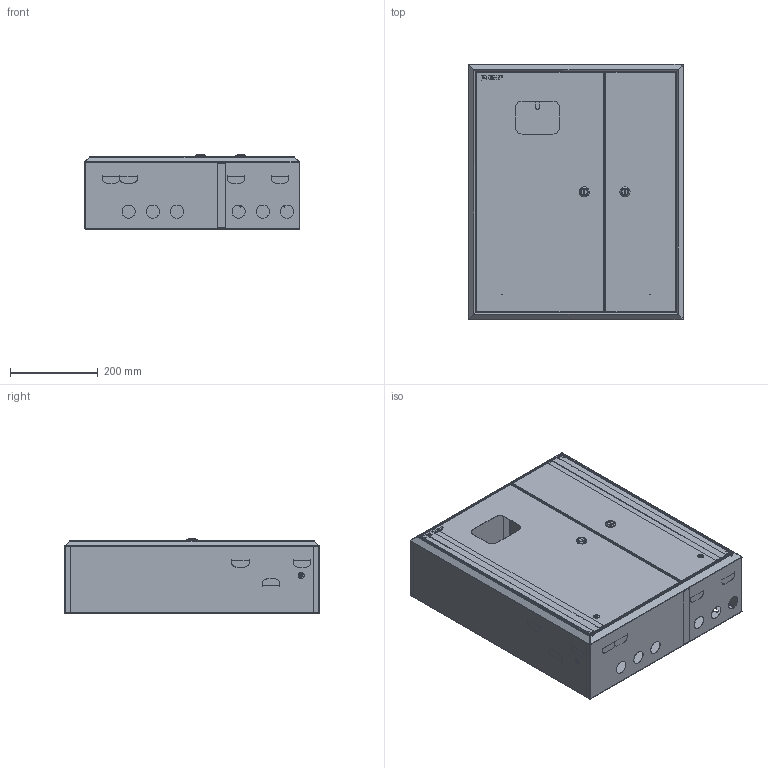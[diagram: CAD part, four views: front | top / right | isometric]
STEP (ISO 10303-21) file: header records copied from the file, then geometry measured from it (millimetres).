
FILE_DESCRIPTION (( 'STEP AP214' ), '1' );
FILE_NAME ('ÙÐÓÍ 3-30 2õäâ IP31 EKF ÌÈ-905.STEP', '2017-08-31T11:57:09', ( 'Admin' ), ( '' ), 'SwSTEP 2.0', 'SolidWorks 2017', '' );
FILE_SCHEMA (( 'AUTOMOTIVE_DESIGN' ));
Length unit declared in the file: millimetre
Products named in the file (41): ÌÈ-905.01.03.001 Ïåðåãîðîäêà; DIN-ðåéêà; ÌÈ-905.01.02.000 Ñòåíêà çàäíÿÿ â ñáîðå; hex flange nut_din_Hexagon Flange Nut DIN 6923 - M6 - N; Øïèëüêà îáìåäíåííàÿ Ì6õ20; ÌÈ-905.02.00.000 Äâåðü ïðàâàÿ â ñáîðå; ÌÈ-905.01.02.001 Ñòåíêà çàäíÿÿ; ﾌﾈ-905.02.00.002 ﾐ裔; ÌÈ-905.01.01.000 Ñòåíêà ïðàâàÿ â ñáîðå; Çàìîê ïî÷òîâûé; 呧蜦 3D; Êðîíøòåéí 40õ40; ßçû÷îê 2; pan head cross recess screw_din_DIN EN ISO 7045 - M4 x 16 - Z - 16N; Øïèëüêà Ì6õ12; Âíóòðåííåå òåëî çàìêà; ÌÈ-905.03.00.000 Äâåðü ëåâàÿ â ñáîðå; ÌÈ-905.01.01.001 Ñòåíêà ïðàâàÿ; Ãàéêà; ÌÈ-905.03.00.001 Äâåðü ëåâàÿ; Ïðîêëàäêà ìåòàëëè÷åñêàÿ 2; cross ph tapping 968_din_Screw DIN 968-ST4.2x13-C-H-N; ÙÐÓÍ 3-30 2õäâ IP31 EKF ÌÈ-905; pan head cross recess screw_din_ISO 7045 - M4 x 6 - Z --- 6N; ÌÈ-905.06.00.000 Ïàíåëü â ñáîðå; Ïðîêëàäêà; 昈-905.06.00.001 眈翴錪; Washer 6402_3_gost_丐ｩ｡ 2 6 ヮ葬 6402-70; DIN-ðåéêà 2; 昈-905.00.00.001 赶鎀鍧; Ïðîêëàäêà ìåòàëëè÷åñêàÿ; ÌÈ-905.04.00.000 Ïàíåëü ïðàâàÿ â ñáîðå; Òåëî çàìêà; ÌÈ-905.04.00.001 Ïàíåëü ïðàâàÿ; Çàêëåïêà öèëèíäðè÷åñêàÿ Ì4 ÑÒ-Á ñ âíóòðåííåé ðåçüáîé_Œ8; ÌÈ-905.05.00.000 Ïàíåëü ëåâàÿ â ñáîðå; ÌÈ-905.02.00.001 Äâåðü ïðàâàÿ; ÌÈ-905.05.00.001 Ïàíåëü ëåâàÿ; ÌÈ-905.01.00.000 Êîðïóñ â ñáîðå; Ïàíåëü ñ÷åò÷èêà 3õ ôàçíîãî ÌÈ-512.00.00.001 ...
Assembly tree (98 placements, depth 4):
  ÙÐÓÍ 3-30 2õäâ IP31 EKF ÌÈ-905
    ÌÈ-905.01.00.000 Êîðïóñ â ñáîðå
      ÌÈ-905.01.01.000 Ñòåíêà ïðàâàÿ â ñáîðå
        ÌÈ-905.01.01.001 Ñòåíêà ïðàâàÿ
        Øïèëüêà Ì6õ12
        Êðîíøòåéí 40õ40  x9
      ÌÈ-905.01.02.000 Ñòåíêà çàäíÿÿ â ñáîðå
        ÌÈ-905.01.02.001 Ñòåíêà çàäíÿÿ
        Êðîíøòåéí 40õ40  x3
        Øïèëüêà îáìåäíåííàÿ Ì6õ20  x2
        Øïèëüêà Ì6õ12
      ÌÈ-905.01.03.000 Ïåðåãîðîäêà â ñáîðå
        ÌÈ-905.01.03.001 Ïåðåãîðîäêà
        Êðîíøòåéí 40õ40  x6
    ÌÈ-905.02.00.000 Äâåðü ïðàâàÿ â ñáîðå
      ÌÈ-905.02.00.001 Äâåðü ïðàâàÿ
      Øïèëüêà Ì6õ12
      Çàêëåïêà öèëèíäðè÷åñêàÿ Ì4 ÑÒ-Á ñ âíóòðåííåé ðåçüáîé_Œ8  x2
      Çàìîê ïî÷òîâûé
        Òåëî çàìêà
        Ïðîêëàäêà ìåòàëëè÷åñêàÿ
        Washer 6402_3_gost_丐ｩ｡ 2 6 ヮ葬 6402-70
        Ïðîêëàäêà
        pan head cross recess screw_din_ISO 7045 - M4 x 6 - Z --- 6N
        Ïðîêëàäêà ìåòàëëè÷åñêàÿ 2
        Ãàéêà
        Âíóòðåííåå òåëî çàìêà
        ßçû÷îê 2
      ﾌﾈ-905.02.00.002 ﾐ裔
    hex flange nut_din_Hexagon Flange Nut DIN 6923 - M6 - N  x6
    DIN-ðåéêà
    Ïàíåëü ñ÷åò÷èêà 3õ ôàçíîãî ÌÈ-512.00.00.001
    ÌÈ-905.05.00.000 Ïàíåëü ëåâàÿ â ñáîðå
      ÌÈ-905.05.00.001 Ïàíåëü ëåâàÿ
      Øïèëüêà Ì6õ12
    ÌÈ-905.04.00.000 Ïàíåëü ïðàâàÿ â ñáîðå
      ÌÈ-905.04.00.001 Ïàíåëü ïðàâàÿ
      Øïèëüêà Ì6õ12
    昈-905.00.00.001 赶鎀鍧
    DIN-ðåéêà 2  x3
    ÌÈ-905.06.00.000 Ïàíåëü â ñáîðå
      昈-905.06.00.001 眈翴錪
      Øïèëüêà Ì6õ12
    cross ph tapping 968_din_Screw DIN 968-ST4.2x13-C-H-N  x20
    ÌÈ-905.03.00.000 Äâåðü ëåâàÿ â ñáîðå
      ÌÈ-905.03.00.001 Äâåðü ëåâàÿ
      Øïèëüêà Ì6õ12
      Çàêëåïêà öèëèíäðè÷åñêàÿ Ì4 ÑÒ-Á ñ âíóòðåííåé ðåçüáîé_Œ8  x2
      Çàìîê ïî÷òîâûé
        Òåëî çàìêà
        Ïðîêëàäêà ìåòàëëè÷åñêàÿ
        Washer 6402_3_gost_丐ｩ｡ 2 6 ヮ葬 6402-70
        Ïðîêëàäêà
        pan head cross recess screw_din_ISO 7045 - M4 x 6 - Z --- 6N
        Ïðîêëàäêà ìåòàëëè÷åñêàÿ 2
        Ãàéêà
        Âíóòðåííåå òåëî çàìêà
        ßçû÷îê 2
      ﾌﾈ-905.02.00.002 ﾐ裔
    pan head cross recess screw_din_DIN EN ISO 7045 - M4 x 16 - Z - 16N  x4
Bounding box: 490 x 580 x 169.58 mm (x, y, z)
Volume: 1056942.3 mm3; surface area: 2883169.6 mm2
Topology: 103 solids, 103 shells, 3146 faces, 7878 edges, 4980 vertices
Faces by surface type: plane 1706, cylinder 844, bspline 298, cone 194, torus 52, sphere 52
Entity records: 45459 total; most frequent: CARTESIAN_POINT 11737, ORIENTED_EDGE 6440, DIRECTION 6418, EDGE_CURVE 3220, AXIS2_PLACEMENT_3D 2146, LINE 2126, VECTOR 2126, VERTEX_POINT 1995
